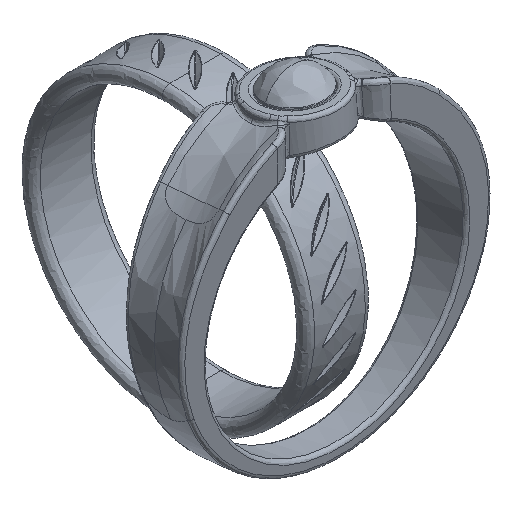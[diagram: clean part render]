
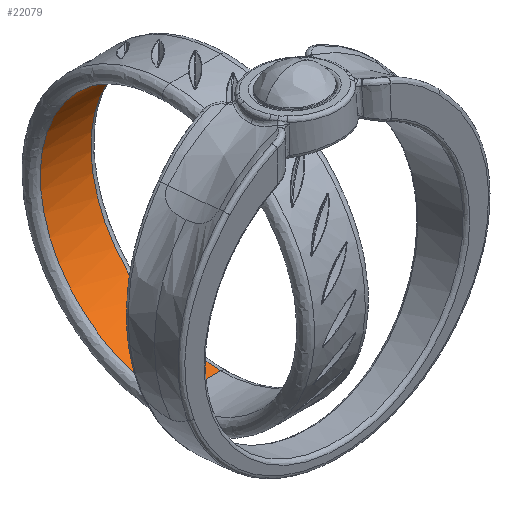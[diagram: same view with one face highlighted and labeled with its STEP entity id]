
A CAD part, isometric view. The second image highlights one B-rep face of the part: STEP entity #22079.
In plain terms, the highlighted free-form (B-spline) face has degree [2, 1] with [5, 2] control points.
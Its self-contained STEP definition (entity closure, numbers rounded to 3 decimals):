
#7789 = VERTEX_POINT('',#7790);
#7790 = CARTESIAN_POINT('',(1.91,10.915,
    8.285));
#7791 = VERTEX_POINT('',#7792);
#7792 = CARTESIAN_POINT('',(1.91,10.915,
    -11.262));
#7800 = EDGE_CURVE('',#7801,#7789,#7803,.T.);
#7801 = VERTEX_POINT('',#7802);
#7802 = CARTESIAN_POINT('',(-1.91,10.915,
    8.285));
#7803 = B_SPLINE_CURVE_WITH_KNOTS('',1,(#7804,#7805),.UNSPECIFIED.,.F.,
  .F.,(2,2),(0.,3.85),.PIECEWISE_BEZIER_KNOTS.);
#7804 = CARTESIAN_POINT('',(-1.91,10.915,
    8.285));
#7805 = CARTESIAN_POINT('',(1.91,10.915,
    8.285));
#7808 = VERTEX_POINT('',#7809);
#7809 = CARTESIAN_POINT('',(-1.91,10.915,
    -11.262));
#7817 = EDGE_CURVE('',#7808,#7791,#7818,.T.);
#7818 = B_SPLINE_CURVE_WITH_KNOTS('',1,(#7819,#7820),.UNSPECIFIED.,.F.,
  .F.,(2,2),(0.,3.85),.PIECEWISE_BEZIER_KNOTS.);
#7819 = CARTESIAN_POINT('',(-1.91,10.915,
    -11.262));
#7820 = CARTESIAN_POINT('',(1.91,10.915,
    -11.262));
#22004 = EDGE_CURVE('',#7801,#7808,#22005,.T.);
#22005 = ( BOUNDED_CURVE() B_SPLINE_CURVE(2,(#22006,#22007,#22008,#22009
,#22010),.UNSPECIFIED.,.F.,.F.) B_SPLINE_CURVE_WITH_KNOTS((3,2,3),(0.,
1.571,3.142),.PIECEWISE_BEZIER_KNOTS.) CURVE() 
GEOMETRIC_REPRESENTATION_ITEM() RATIONAL_B_SPLINE_CURVE((1.,
0.707,1.,0.707,1.)) REPRESENTATION_ITEM('') );
#22006 = CARTESIAN_POINT('',(-1.91,10.915,
    8.285));
#22007 = CARTESIAN_POINT('',(-1.91,20.688,
    8.285));
#22008 = CARTESIAN_POINT('',(-1.91,20.688,
    -1.488));
#22009 = CARTESIAN_POINT('',(-1.91,20.688,
    -11.262));
#22010 = CARTESIAN_POINT('',(-1.91,10.915,
    -11.262));
#22079 = ADVANCED_FACE('',(#22080),#22093,.F.);
#22080 = FACE_BOUND('',#22081,.F.);
#22081 = EDGE_LOOP('',(#22082,#22090,#22091,#22092));
#22082 = ORIENTED_EDGE('',*,*,#22083,.F.);
#22083 = EDGE_CURVE('',#7791,#7789,#22084,.T.);
#22084 = ( BOUNDED_CURVE() B_SPLINE_CURVE(2,(#22085,#22086,#22087,#22088
,#22089),.UNSPECIFIED.,.F.,.F.) B_SPLINE_CURVE_WITH_KNOTS((3,2,3),(0.,
1.571,3.142),.PIECEWISE_BEZIER_KNOTS.) CURVE() 
GEOMETRIC_REPRESENTATION_ITEM() RATIONAL_B_SPLINE_CURVE((1.,
0.707,1.,0.707,1.)) REPRESENTATION_ITEM('') );
#22085 = CARTESIAN_POINT('',(1.91,10.915,
    -11.262));
#22086 = CARTESIAN_POINT('',(1.91,20.688,
    -11.262));
#22087 = CARTESIAN_POINT('',(1.91,20.688,
    -1.488));
#22088 = CARTESIAN_POINT('',(1.91,20.688,
    8.285));
#22089 = CARTESIAN_POINT('',(1.91,10.915,
    8.285));
#22090 = ORIENTED_EDGE('',*,*,#7817,.F.);
#22091 = ORIENTED_EDGE('',*,*,#22004,.F.);
#22092 = ORIENTED_EDGE('',*,*,#7800,.T.);
#22093 = ( BOUNDED_SURFACE() B_SPLINE_SURFACE(2,1,(
    (#22094,#22095)
    ,(#22096,#22097)
    ,(#22098,#22099)
    ,(#22100,#22101)
    ,(#22102,#22103
)),.UNSPECIFIED.,.F.,.F.,.F.) B_SPLINE_SURFACE_WITH_KNOTS((3,2,3),(2,2),
  (0.,1.571,3.142),(0.575,4.425),
.PIECEWISE_BEZIER_KNOTS.) GEOMETRIC_REPRESENTATION_ITEM() 
RATIONAL_B_SPLINE_SURFACE((
    (1.,1.)
    ,(0.707,0.707)
    ,(1.,1.)
    ,(0.707,0.707)
,(1.,1.))) REPRESENTATION_ITEM('') SURFACE() );
#22094 = CARTESIAN_POINT('',(-1.91,10.915,
    -11.262));
#22095 = CARTESIAN_POINT('',(1.91,10.915,
    -11.262));
#22096 = CARTESIAN_POINT('',(-1.91,20.688,
    -11.262));
#22097 = CARTESIAN_POINT('',(1.91,20.688,
    -11.262));
#22098 = CARTESIAN_POINT('',(-1.91,20.688,
    -1.488));
#22099 = CARTESIAN_POINT('',(1.91,20.688,
    -1.488));
#22100 = CARTESIAN_POINT('',(-1.91,20.688,
    8.285));
#22101 = CARTESIAN_POINT('',(1.91,20.688,
    8.285));
#22102 = CARTESIAN_POINT('',(-1.91,10.915,
    8.285));
#22103 = CARTESIAN_POINT('',(1.91,10.915,
    8.285));
